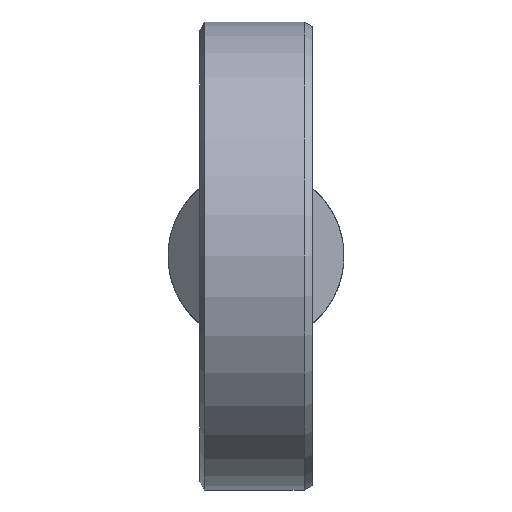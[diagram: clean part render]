
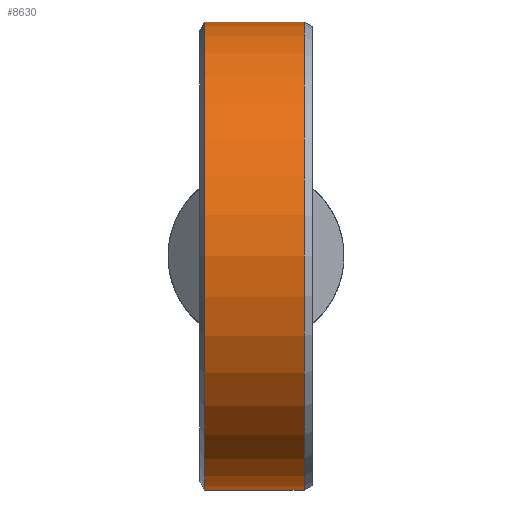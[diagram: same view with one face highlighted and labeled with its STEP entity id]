
A CAD part, left-side view. The second image highlights one B-rep face of the part: STEP entity #8630.
In plain terms, the highlighted cylindrical face has radius 25 mm (diameter 50 mm), a partial arc.
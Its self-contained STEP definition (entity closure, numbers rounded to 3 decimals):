
#1995 = DIRECTION ( 'NONE',  ( 0., -1., 0. ) ) ;
#2283 = CARTESIAN_POINT ( 'NONE',  ( 0., 6., 25. ) ) ;
#2742 = EDGE_CURVE ( 'NONE', #3602, #14853, #7732, .T. ) ;
#2934 = ORIENTED_EDGE ( 'NONE', *, *, #2742, .F. ) ;
#3602 = VERTEX_POINT ( 'NONE', #16457 ) ;
#4380 = DIRECTION ( 'NONE',  ( 0., -1., 0. ) ) ;
#5604 = CARTESIAN_POINT ( 'NONE',  ( 0., 6., 0. ) ) ;
#5751 = ORIENTED_EDGE ( 'NONE', *, *, #12336, .T. ) ;
#6222 = DIRECTION ( 'NONE',  ( 0., 0., 1. ) ) ;
#6865 = CARTESIAN_POINT ( 'NONE',  ( 0., -5.134, 0. ) ) ;
#6923 = FACE_OUTER_BOUND ( 'NONE', #13134, .T. ) ;
#7732 = LINE ( 'NONE', #2283, #9417 ) ;
#8071 = CIRCLE ( 'NONE', #13111, 25. ) ;
#8105 = VERTEX_POINT ( 'NONE', #12102 ) ;
#8180 = DIRECTION ( 'NONE',  ( 0., 0., 1. ) ) ;
#8292 = EDGE_CURVE ( 'NONE', #11072, #8105, #16377, .T. ) ;
#8630 = ADVANCED_FACE ( 'NONE', ( #6923 ), #12265, .T. ) ;
#9417 = VECTOR ( 'NONE', #11759, 1000. ) ;
#9612 = ORIENTED_EDGE ( 'NONE', *, *, #8292, .T. ) ;
#9725 = CARTESIAN_POINT ( 'NONE',  ( 0., 5.5, 0. ) ) ;
#10458 = EDGE_CURVE ( 'NONE', #3602, #11072, #8071, .T. ) ;
#10754 = AXIS2_PLACEMENT_3D ( 'NONE', #5604, #10951, #16297 ) ;
#10812 = DIRECTION ( 'NONE',  ( 0., 1., 0. ) ) ;
#10951 = DIRECTION ( 'NONE',  ( 0., -1., 0. ) ) ;
#11072 = VERTEX_POINT ( 'NONE', #16662 ) ;
#11219 = CIRCLE ( 'NONE', #15693, 25. ) ;
#11330 = CARTESIAN_POINT ( 'NONE',  ( 0., -5.134, 25. ) ) ;
#11759 = DIRECTION ( 'NONE',  ( 0., -1., 0. ) ) ;
#12102 = CARTESIAN_POINT ( 'NONE',  ( 0., -5.134, -25. ) ) ;
#12265 = CYLINDRICAL_SURFACE ( 'NONE', #10754, 25. ) ;
#12336 = EDGE_CURVE ( 'NONE', #8105, #14853, #11219, .T. ) ;
#13111 = AXIS2_PLACEMENT_3D ( 'NONE', #9725, #1995, #6222 ) ;
#13134 = EDGE_LOOP ( 'NONE', ( #2934, #15651, #9612, #5751 ) ) ;
#13929 = CARTESIAN_POINT ( 'NONE',  ( 0., 6., -25. ) ) ;
#13965 = VECTOR ( 'NONE', #4380, 1000. ) ;
#14853 = VERTEX_POINT ( 'NONE', #11330 ) ;
#15651 = ORIENTED_EDGE ( 'NONE', *, *, #10458, .T. ) ;
#15693 = AXIS2_PLACEMENT_3D ( 'NONE', #6865, #10812, #8180 ) ;
#16297 = DIRECTION ( 'NONE',  ( 0., 0., -1. ) ) ;
#16377 = LINE ( 'NONE', #13929, #13965 ) ;
#16457 = CARTESIAN_POINT ( 'NONE',  ( 0., 5.5, 25. ) ) ;
#16662 = CARTESIAN_POINT ( 'NONE',  ( 0., 5.5, -25. ) ) ;
